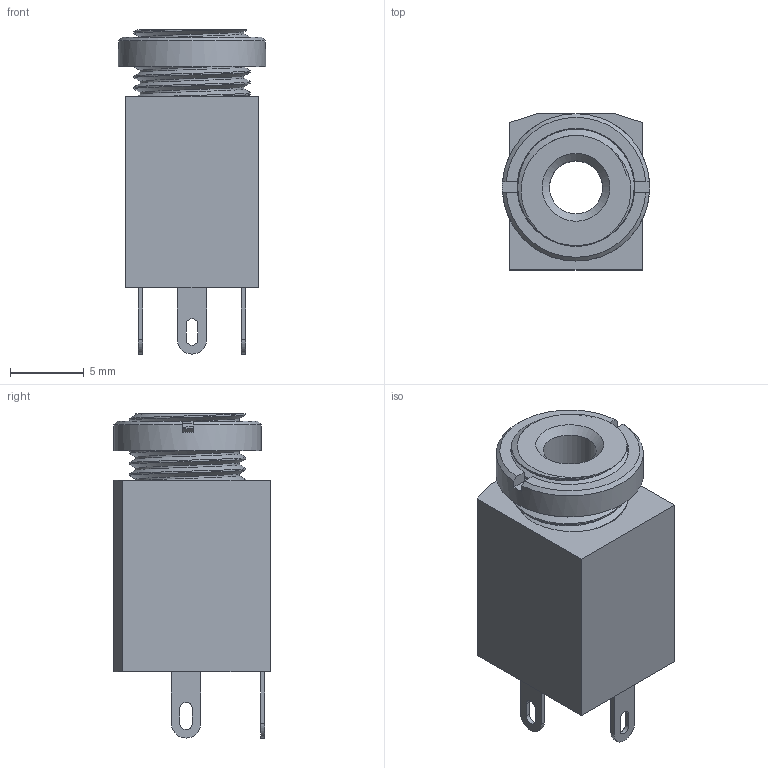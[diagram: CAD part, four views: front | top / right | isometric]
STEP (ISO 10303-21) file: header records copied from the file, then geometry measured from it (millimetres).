
FILE_DESCRIPTION(/* description */ (''),/* implementation_level */ '2;1');
FILE_NAME(/* name */ 'PJ-3412.step',/* time_stamp */ '2024-10-24T21:57:23+02:00',/* author */ (''),/* organization */ (''),/* preprocessor_version */ 'ST-DEVELOPER v20',/* originating_system */ 'Autodesk Translation Framework v13.20.0.188',/* authorisation */ '');
FILE_SCHEMA (('AUTOMOTIVE_DESIGN { 1 0 10303 214 3 1 1 }'));
Length unit declared in the file: millimetre
Products named in the file (4): PJ-3412; Nut; Body; Pins
Assembly tree (3 placements, depth 2):
  PJ-3412
    Nut
    Body
    Pins
Bounding box: 10 x 10.6 x 22 mm (x, y, z)
Volume: 1303.8 mm3; surface area: 1259.1 mm2
Topology: 5 solids, 5 shells, 70 faces, 179 edges, 119 vertices
Faces by surface type: plane 39, cylinder 26, cone 3, bspline 2
Full cylindrical faces by diameter (mm): 3.6 x1, 7.048 x1, 7.908 x2, 8 x1, 10 x1
Entity records: 3285 total; most frequent: CARTESIAN_POINT 1486, ORIENTED_EDGE 358, DIRECTION 332, EDGE_CURVE 179, VERTEX_POINT 119, AXIS2_PLACEMENT_3D 114, LINE 104, VECTOR 104
